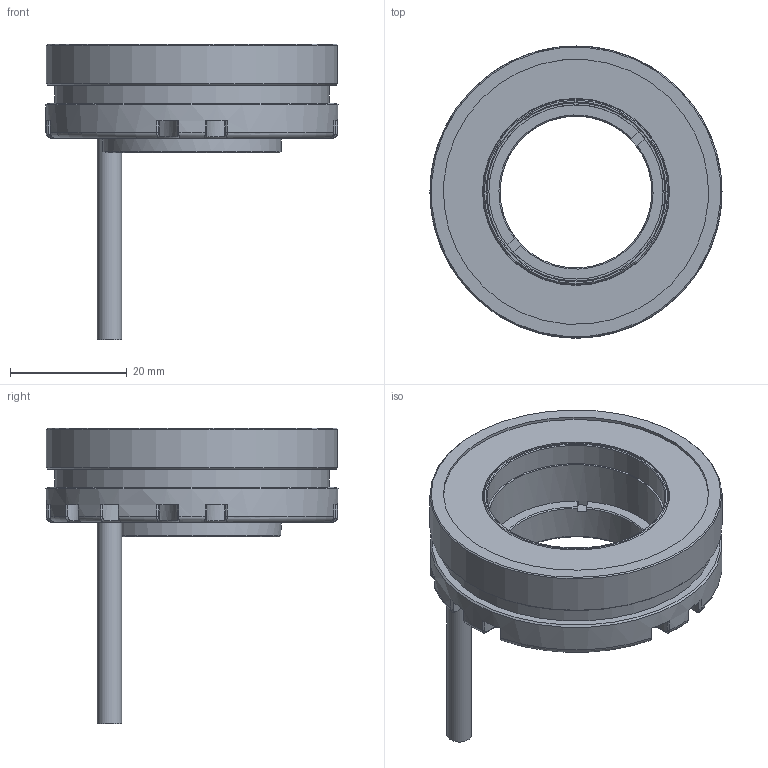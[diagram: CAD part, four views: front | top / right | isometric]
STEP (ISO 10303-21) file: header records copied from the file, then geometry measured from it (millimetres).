
FILE_DESCRIPTION(/* description */ ('Unknown'),/* implementation_level */ '2;1');
FILE_NAME(/* name */ 'RL-50 thread M30.5x0,5',/* time_stamp */ '2023-10-30T12:24:13+01:00',/* author */ ('Unknown'),/* organization */ ('Smartview s. r. o.'),/* preprocessor_version */ 'ST-DEVELOPER v18.1',/* originating_system */ 'Solid Edge',/* authorisation */ 'Unknown');
FILE_SCHEMA (('AUTOMOTIVE_DESIGN {1 0 10303 214 3 1 1}'));
Length unit declared in the file: millimetre
Products named in the file (1): RL-50 thread M30.5x0,5
Bounding box: 50 x 50 x 50.6 mm (x, y, z)
Volume: 19133.3 mm3; surface area: 12309.7 mm2
Topology: 1 solids, 1 shells, 167 faces, 388 edges, 239 vertices
Faces by surface type: plane 56, cone 41, cylinder 40, bspline 20, torus 10
Full cylindrical faces by diameter (mm): 2.459 x4, 4.2 x1, 26 x1, 29.84 x1, 30.5 x2, 31.8 x1, 32 x1, 45.2 x1, 45.4 x1, 47 x2, 47.2 x1, 50 x2
Entity records: 6096 total; most frequent: CARTESIAN_POINT 1418, DIRECTION 710, ORIENTED_EDGE 682, EDGE_CURVE 341, AXIS2_PLACEMENT_3D 305, VERTEX_POINT 227, EDGE_LOOP 220, FACE_BOUND 220
